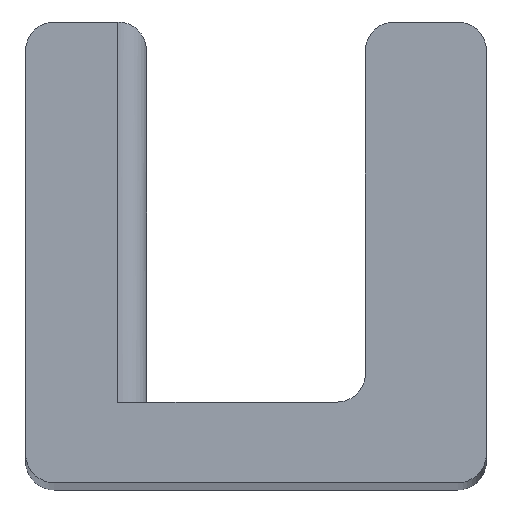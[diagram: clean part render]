
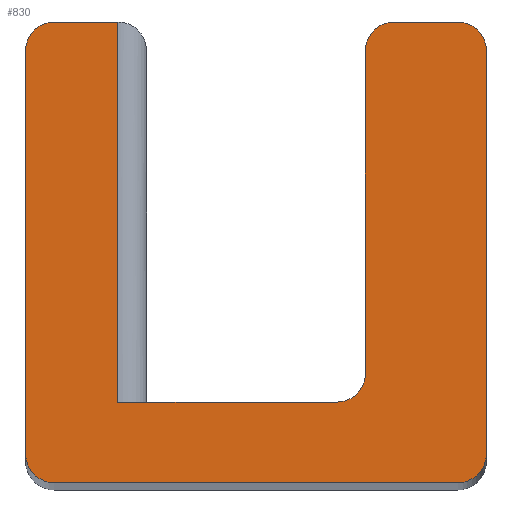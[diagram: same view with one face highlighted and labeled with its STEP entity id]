
A CAD part, top view. The second image highlights one B-rep face of the part: STEP entity #830.
In plain terms, the highlighted planar face has unit normal (0, 0, 1).
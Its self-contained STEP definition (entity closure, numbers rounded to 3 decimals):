
#10 = AXIS2_PLACEMENT_3D ( 'NONE', #1913, #1282, #187 ) ;
#36 = ORIENTED_EDGE ( 'NONE', *, *, #939, .T. ) ;
#39 = VERTEX_POINT ( 'NONE', #1813 ) ;
#46 = DIRECTION ( 'NONE',  ( 1., 0., 0. ) ) ;
#51 = CIRCLE ( 'NONE', #430, 0.5 ) ;
#57 = VERTEX_POINT ( 'NONE', #1498 ) ;
#82 = CARTESIAN_POINT ( 'NONE',  ( 3.5, 7.5, 72. ) ) ;
#110 = EDGE_CURVE ( 'NONE', #975, #730, #1582, .T. ) ;
#131 = CARTESIAN_POINT ( 'NONE',  ( 3.5, 8., 72. ) ) ;
#141 = DIRECTION ( 'NONE',  ( -1., 0., 0. ) ) ;
#149 = CARTESIAN_POINT ( 'NONE',  ( -1.62, 8., 72. ) ) ;
#155 = CARTESIAN_POINT ( 'NONE',  ( -4., 0., 72. ) ) ;
#187 = DIRECTION ( 'NONE',  ( 1., 0., 0. ) ) ;
#227 = CARTESIAN_POINT ( 'NONE',  ( 2.4, 8., 72. ) ) ;
#229 = VERTEX_POINT ( 'NONE', #1549 ) ;
#239 = DIRECTION ( 'NONE',  ( 1., 0., 0. ) ) ;
#309 = DIRECTION ( 'NONE',  ( 0., 0., 1. ) ) ;
#315 = CARTESIAN_POINT ( 'NONE',  ( 1.9, 7.5, 72. ) ) ;
#319 = DIRECTION ( 'NONE',  ( 0., 1., 0. ) ) ;
#322 = CARTESIAN_POINT ( 'NONE',  ( 3.5, 0.5, 72. ) ) ;
#353 = VECTOR ( 'NONE', #319, 1000. ) ;
#359 = AXIS2_PLACEMENT_3D ( 'NONE', #322, #1415, #473 ) ;
#396 = ORIENTED_EDGE ( 'NONE', *, *, #1259, .T. ) ;
#408 = DIRECTION ( 'NONE',  ( 0., 0., 1. ) ) ;
#430 = AXIS2_PLACEMENT_3D ( 'NONE', #1934, #990, #46 ) ;
#473 = DIRECTION ( 'NONE',  ( 1., 0., 0. ) ) ;
#478 = VECTOR ( 'NONE', #1967, 1000. ) ;
#487 = CARTESIAN_POINT ( 'NONE',  ( 4., 7.5, 72. ) ) ;
#498 = CARTESIAN_POINT ( 'NONE',  ( -4., 8., 72. ) ) ;
#535 = AXIS2_PLACEMENT_3D ( 'NONE', #838, #1940, #1000 ) ;
#540 = EDGE_CURVE ( 'NONE', #724, #229, #1949, .T. ) ;
#550 = EDGE_LOOP ( 'NONE', ( #1664, #36, #1665, #1373, #849, #1357, #1895, #2032, #396, #1961, #801, #1214, #805, #2036 ) ) ;
#564 = LINE ( 'NONE', #498, #934 ) ;
#567 = CARTESIAN_POINT ( 'NONE',  ( 1.9, 8., 72. ) ) ;
#569 = EDGE_CURVE ( 'NONE', #1409, #39, #1375, .T. ) ;
#618 = FACE_OUTER_BOUND ( 'NONE', #550, .T. ) ;
#632 = CARTESIAN_POINT ( 'NONE',  ( -4., 0.5, 72. ) ) ;
#667 = VECTOR ( 'NONE', #141, 1000. ) ;
#724 = VERTEX_POINT ( 'NONE', #1851 ) ;
#730 = VERTEX_POINT ( 'NONE', #131 ) ;
#734 = EDGE_CURVE ( 'NONE', #229, #1770, #1086, .T. ) ;
#756 = VECTOR ( 'NONE', #1257, 1000. ) ;
#778 = DIRECTION ( 'NONE',  ( -1., 0., 0. ) ) ;
#801 = ORIENTED_EDGE ( 'NONE', *, *, #1110, .T. ) ;
#805 = ORIENTED_EDGE ( 'NONE', *, *, #1125, .T. ) ;
#830 = ADVANCED_FACE ( 'NONE', ( #618 ), #1126, .T. ) ;
#838 = CARTESIAN_POINT ( 'NONE',  ( 2.4, 7.5, 72. ) ) ;
#849 = ORIENTED_EDGE ( 'NONE', *, *, #1640, .F. ) ;
#864 = VECTOR ( 'NONE', #1670, 1000. ) ;
#900 = EDGE_CURVE ( 'NONE', #57, #1589, #51, .T. ) ;
#917 = CIRCLE ( 'NONE', #1118, 0.5 ) ;
#934 = VECTOR ( 'NONE', #978, 1000. ) ;
#939 = EDGE_CURVE ( 'NONE', #1614, #1315, #1678, .T. ) ;
#946 = LINE ( 'NONE', #1809, #478 ) ;
#951 = VERTEX_POINT ( 'NONE', #1791 ) ;
#958 = VERTEX_POINT ( 'NONE', #1626 ) ;
#975 = VERTEX_POINT ( 'NONE', #487 ) ;
#978 = DIRECTION ( 'NONE',  ( 0., -1., 0. ) ) ;
#990 = DIRECTION ( 'NONE',  ( 0., 0., -1. ) ) ;
#1000 = DIRECTION ( 'NONE',  ( 1., 0., 0. ) ) ;
#1079 = DIRECTION ( 'NONE',  ( 0., 1., 0. ) ) ;
#1086 = LINE ( 'NONE', #1703, #667 ) ;
#1110 = EDGE_CURVE ( 'NONE', #39, #1362, #1602, .T. ) ;
#1118 = AXIS2_PLACEMENT_3D ( 'NONE', #1348, #408, #1509 ) ;
#1125 = EDGE_CURVE ( 'NONE', #951, #975, #1551, .T. ) ;
#1126 = PLANE ( 'NONE',  #10 ) ;
#1183 = DIRECTION ( 'NONE',  ( 0., 0., 1. ) ) ;
#1214 = ORIENTED_EDGE ( 'NONE', *, *, #1309, .T. ) ;
#1248 = CARTESIAN_POINT ( 'NONE',  ( 1.4, 1.4, 72. ) ) ;
#1252 = CARTESIAN_POINT ( 'NONE',  ( -3.5, 0.5, 72. ) ) ;
#1257 = DIRECTION ( 'NONE',  ( 1., 0., 0. ) ) ;
#1259 = EDGE_CURVE ( 'NONE', #958, #1409, #564, .T. ) ;
#1260 = LINE ( 'NONE', #149, #1992 ) ;
#1282 = DIRECTION ( 'NONE',  ( 0., 0., 1. ) ) ;
#1300 = EDGE_CURVE ( 'NONE', #730, #1614, #1260, .T. ) ;
#1309 = EDGE_CURVE ( 'NONE', #1362, #951, #1575, .T. ) ;
#1315 = VERTEX_POINT ( 'NONE', #315 ) ;
#1326 = CARTESIAN_POINT ( 'NONE',  ( -3.5, 8., 72. ) ) ;
#1348 = CARTESIAN_POINT ( 'NONE',  ( -3.5, 7.5, 72. ) ) ;
#1357 = ORIENTED_EDGE ( 'NONE', *, *, #540, .T. ) ;
#1362 = VERTEX_POINT ( 'NONE', #1734 ) ;
#1373 = ORIENTED_EDGE ( 'NONE', *, *, #900, .T. ) ;
#1375 = CIRCLE ( 'NONE', #1416, 0.5 ) ;
#1402 = DIRECTION ( 'NONE',  ( 1., 0., 0. ) ) ;
#1409 = VERTEX_POINT ( 'NONE', #632 ) ;
#1411 = CARTESIAN_POINT ( 'NONE',  ( 4., 8., 72. ) ) ;
#1415 = DIRECTION ( 'NONE',  ( 0., 0., 1. ) ) ;
#1416 = AXIS2_PLACEMENT_3D ( 'NONE', #1252, #309, #1402 ) ;
#1498 = CARTESIAN_POINT ( 'NONE',  ( 1.9, 1.9, 72. ) ) ;
#1509 = DIRECTION ( 'NONE',  ( 1., 0., 0. ) ) ;
#1549 = CARTESIAN_POINT ( 'NONE',  ( -2.4, 8., 72. ) ) ;
#1551 = LINE ( 'NONE', #1411, #353 ) ;
#1575 = CIRCLE ( 'NONE', #359, 0.5 ) ;
#1582 = CIRCLE ( 'NONE', #1706, 0.5 ) ;
#1589 = VERTEX_POINT ( 'NONE', #1248 ) ;
#1602 = LINE ( 'NONE', #155, #756 ) ;
#1614 = VERTEX_POINT ( 'NONE', #227 ) ;
#1626 = CARTESIAN_POINT ( 'NONE',  ( -4., 7.5, 72. ) ) ;
#1640 = EDGE_CURVE ( 'NONE', #724, #1589, #946, .T. ) ;
#1664 = ORIENTED_EDGE ( 'NONE', *, *, #1300, .T. ) ;
#1665 = ORIENTED_EDGE ( 'NONE', *, *, #1890, .F. ) ;
#1670 = DIRECTION ( 'NONE',  ( 0., 1., 0. ) ) ;
#1678 = CIRCLE ( 'NONE', #535, 0.5 ) ;
#1703 = CARTESIAN_POINT ( 'NONE',  ( -1.62, 8., 72. ) ) ;
#1706 = AXIS2_PLACEMENT_3D ( 'NONE', #82, #1183, #239 ) ;
#1709 = LINE ( 'NONE', #567, #864 ) ;
#1712 = CARTESIAN_POINT ( 'NONE',  ( -2.4, 8., 72. ) ) ;
#1734 = CARTESIAN_POINT ( 'NONE',  ( 3.5, 0., 72. ) ) ;
#1770 = VERTEX_POINT ( 'NONE', #1326 ) ;
#1791 = CARTESIAN_POINT ( 'NONE',  ( 4., 0.5, 72. ) ) ;
#1798 = VECTOR ( 'NONE', #1079, 1000. ) ;
#1809 = CARTESIAN_POINT ( 'NONE',  ( -1.9, 1.4, 72. ) ) ;
#1813 = CARTESIAN_POINT ( 'NONE',  ( -3.5, 0., 72. ) ) ;
#1851 = CARTESIAN_POINT ( 'NONE',  ( -2.4, 1.4, 72. ) ) ;
#1875 = EDGE_CURVE ( 'NONE', #1770, #958, #917, .T. ) ;
#1890 = EDGE_CURVE ( 'NONE', #57, #1315, #1709, .T. ) ;
#1895 = ORIENTED_EDGE ( 'NONE', *, *, #734, .T. ) ;
#1913 = CARTESIAN_POINT ( 'NONE',  ( -1.62, 8., 72. ) ) ;
#1934 = CARTESIAN_POINT ( 'NONE',  ( 1.4, 1.9, 72. ) ) ;
#1940 = DIRECTION ( 'NONE',  ( 0., 0., 1. ) ) ;
#1949 = LINE ( 'NONE', #1712, #1798 ) ;
#1961 = ORIENTED_EDGE ( 'NONE', *, *, #569, .T. ) ;
#1967 = DIRECTION ( 'NONE',  ( 1., 0., 0. ) ) ;
#1992 = VECTOR ( 'NONE', #778, 1000. ) ;
#2032 = ORIENTED_EDGE ( 'NONE', *, *, #1875, .T. ) ;
#2036 = ORIENTED_EDGE ( 'NONE', *, *, #110, .T. ) ;
